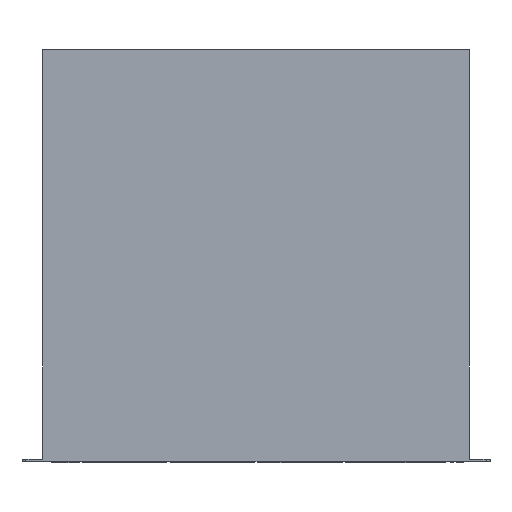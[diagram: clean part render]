
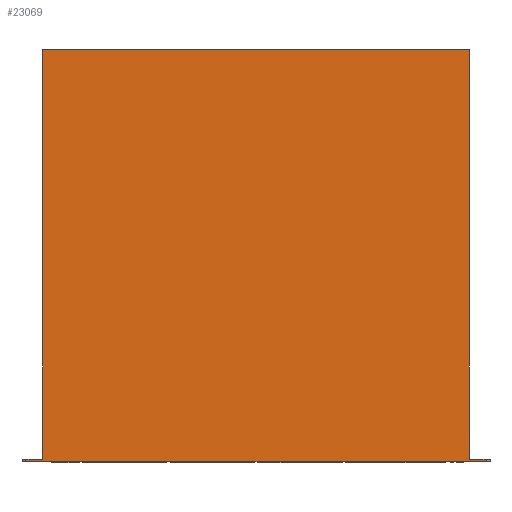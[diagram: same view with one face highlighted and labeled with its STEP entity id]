
A CAD part, front view. The second image highlights one B-rep face of the part: STEP entity #23069.
In plain terms, the highlighted planar face has unit normal (0, -1, 0).
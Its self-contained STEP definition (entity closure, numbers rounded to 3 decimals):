
#301 = DIRECTION ( 'NONE',  ( 0., 1., 0. ) ) ;
#543 = CARTESIAN_POINT ( 'NONE',  ( -17.3, 0., -425. ) ) ;
#893 = LINE ( 'NONE', #23447, #5186 ) ;
#913 = VERTEX_POINT ( 'NONE', #10697 ) ;
#1034 = ORIENTED_EDGE ( 'NONE', *, *, #10113, .F. ) ;
#1288 = ORIENTED_EDGE ( 'NONE', *, *, #20932, .T. ) ;
#1600 = VECTOR ( 'NONE', #15586, 1000. ) ;
#1776 = LINE ( 'NONE', #3631, #15836 ) ;
#1928 = AXIS2_PLACEMENT_3D ( 'NONE', #10141, #301, #21734 ) ;
#1992 = VERTEX_POINT ( 'NONE', #543 ) ;
#2201 = DIRECTION ( 'NONE',  ( 0., 0., -1. ) ) ;
#3343 = CARTESIAN_POINT ( 'NONE',  ( 0., 0., 0. ) ) ;
#3400 = VERTEX_POINT ( 'NONE', #19979 ) ;
#3402 = LINE ( 'NONE', #6112, #1600 ) ;
#3631 = CARTESIAN_POINT ( 'NONE',  ( -17.3, 0., -422. ) ) ;
#3724 = ORIENTED_EDGE ( 'NONE', *, *, #4752, .T. ) ;
#4056 = LINE ( 'NONE', #3343, #12552 ) ;
#4104 = VERTEX_POINT ( 'NONE', #15513 ) ;
#4403 = ORIENTED_EDGE ( 'NONE', *, *, #19425, .T. ) ;
#4752 = EDGE_CURVE ( 'NONE', #15640, #4104, #19234, .T. ) ;
#4851 = VECTOR ( 'NONE', #17119, 1000. ) ;
#5186 = VECTOR ( 'NONE', #16150, 1000. ) ;
#5595 = CARTESIAN_POINT ( 'NONE',  ( 457.3, 0., -422.5 ) ) ;
#5647 = ORIENTED_EDGE ( 'NONE', *, *, #8452, .T. ) ;
#5701 = CARTESIAN_POINT ( 'NONE',  ( 440., 0., -422.5 ) ) ;
#5913 = CARTESIAN_POINT ( 'NONE',  ( 440., 0., -425. ) ) ;
#6112 = CARTESIAN_POINT ( 'NONE',  ( 0., 0., -422.5 ) ) ;
#6482 = CARTESIAN_POINT ( 'NONE',  ( 440., 0., 0. ) ) ;
#7054 = VECTOR ( 'NONE', #9965, 1000. ) ;
#7190 = ORIENTED_EDGE ( 'NONE', *, *, #17928, .F. ) ;
#7438 = DIRECTION ( 'NONE',  ( 0., 0., -1. ) ) ;
#7477 = CARTESIAN_POINT ( 'NONE',  ( 440., 0., 0. ) ) ;
#7641 = LINE ( 'NONE', #5913, #4851 ) ;
#8214 = CARTESIAN_POINT ( 'NONE',  ( 457.3, 0., -422. ) ) ;
#8452 = EDGE_CURVE ( 'NONE', #10456, #913, #893, .T. ) ;
#8975 = ORIENTED_EDGE ( 'NONE', *, *, #10571, .F. ) ;
#9675 = FACE_OUTER_BOUND ( 'NONE', #12345, .T. ) ;
#9965 = DIRECTION ( 'NONE',  ( 0., 0., -1. ) ) ;
#10113 = EDGE_CURVE ( 'NONE', #3400, #1992, #7641, .T. ) ;
#10141 = CARTESIAN_POINT ( 'NONE',  ( 440., 0., 0. ) ) ;
#10306 = LINE ( 'NONE', #6482, #13914 ) ;
#10456 = VERTEX_POINT ( 'NONE', #7477 ) ;
#10571 = EDGE_CURVE ( 'NONE', #10456, #4104, #10306, .T. ) ;
#10697 = CARTESIAN_POINT ( 'NONE',  ( 0., 0., 0. ) ) ;
#11771 = VERTEX_POINT ( 'NONE', #12267 ) ;
#12267 = CARTESIAN_POINT ( 'NONE',  ( -17.3, 0., -422.5 ) ) ;
#12345 = EDGE_LOOP ( 'NONE', ( #4403, #1034, #22232, #3724, #8975, #5647, #1288, #7190 ) ) ;
#12552 = VECTOR ( 'NONE', #2201, 1000. ) ;
#13914 = VECTOR ( 'NONE', #21154, 1000. ) ;
#15176 = DIRECTION ( 'NONE',  ( -1., 0., 0. ) ) ;
#15290 = CARTESIAN_POINT ( 'NONE',  ( 0., 0., -422.5 ) ) ;
#15513 = CARTESIAN_POINT ( 'NONE',  ( 440., 0., -422.5 ) ) ;
#15586 = DIRECTION ( 'NONE',  ( 1., 0., 0. ) ) ;
#15640 = VERTEX_POINT ( 'NONE', #5595 ) ;
#15836 = VECTOR ( 'NONE', #7438, 1000. ) ;
#16150 = DIRECTION ( 'NONE',  ( -1., 0., 0. ) ) ;
#17119 = DIRECTION ( 'NONE',  ( -1., 0., 0. ) ) ;
#17175 = PLANE ( 'NONE',  #1928 ) ;
#17928 = EDGE_CURVE ( 'NONE', #11771, #23370, #3402, .T. ) ;
#19234 = LINE ( 'NONE', #5701, #23194 ) ;
#19425 = EDGE_CURVE ( 'NONE', #11771, #1992, #1776, .T. ) ;
#19670 = LINE ( 'NONE', #8214, #7054 ) ;
#19979 = CARTESIAN_POINT ( 'NONE',  ( 457.3, 0., -425. ) ) ;
#20932 = EDGE_CURVE ( 'NONE', #913, #23370, #4056, .T. ) ;
#21014 = EDGE_CURVE ( 'NONE', #15640, #3400, #19670, .T. ) ;
#21154 = DIRECTION ( 'NONE',  ( 0., 0., -1. ) ) ;
#21734 = DIRECTION ( 'NONE',  ( 0., 0., 1. ) ) ;
#22232 = ORIENTED_EDGE ( 'NONE', *, *, #21014, .F. ) ;
#23069 = ADVANCED_FACE ( 'NONE', ( #9675 ), #17175, .F. ) ;
#23194 = VECTOR ( 'NONE', #15176, 1000. ) ;
#23370 = VERTEX_POINT ( 'NONE', #15290 ) ;
#23447 = CARTESIAN_POINT ( 'NONE',  ( 440., 0., 0. ) ) ;
